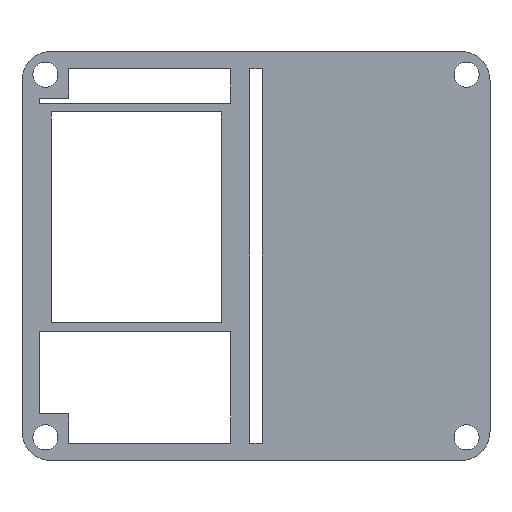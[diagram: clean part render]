
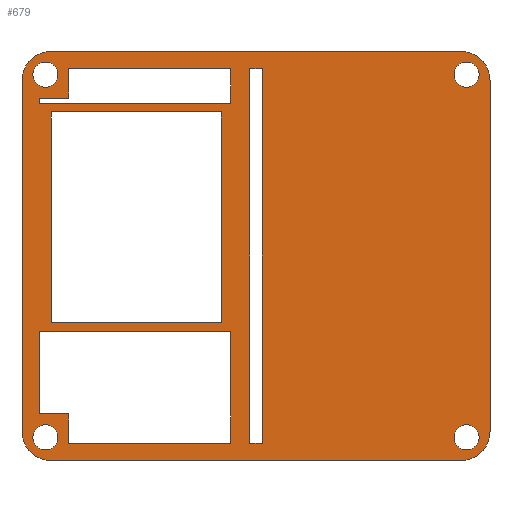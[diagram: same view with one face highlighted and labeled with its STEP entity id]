
A CAD part, front view. The second image highlights one B-rep face of the part: STEP entity #679.
In plain terms, the highlighted planar face has unit normal (0, -1, 0).
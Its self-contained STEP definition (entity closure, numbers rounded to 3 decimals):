
#15=FACE_BOUND('',#94,.T.);
#16=FACE_BOUND('',#95,.T.);
#17=FACE_BOUND('',#96,.T.);
#18=FACE_BOUND('',#97,.T.);
#19=FACE_BOUND('',#98,.T.);
#20=FACE_BOUND('',#99,.T.);
#21=FACE_BOUND('',#100,.T.);
#22=FACE_BOUND('',#101,.T.);
#32=PLANE('',#729);
#59=FACE_OUTER_BOUND('',#93,.T.);
#93=EDGE_LOOP('',(#485,#486,#487,#488,#489,#490,#491,#492));
#94=EDGE_LOOP('',(#493,#494,#495,#496,#497,#498));
#95=EDGE_LOOP('',(#499,#500,#501,#502,#503,#504));
#96=EDGE_LOOP('',(#505,#506,#507,#508));
#97=EDGE_LOOP('',(#509,#510,#511,#512));
#98=EDGE_LOOP('',(#513));
#99=EDGE_LOOP('',(#514));
#100=EDGE_LOOP('',(#515));
#101=EDGE_LOOP('',(#516));
#143=LINE('',#969,#223);
#146=LINE('',#975,#226);
#147=LINE('',#979,#227);
#148=LINE('',#983,#228);
#149=LINE('',#987,#229);
#150=LINE('',#989,#230);
#151=LINE('',#991,#231);
#152=LINE('',#993,#232);
#153=LINE('',#995,#233);
#154=LINE('',#996,#234);
#155=LINE('',#999,#235);
#156=LINE('',#1001,#236);
#157=LINE('',#1003,#237);
#158=LINE('',#1005,#238);
#159=LINE('',#1007,#239);
#160=LINE('',#1008,#240);
#161=LINE('',#1011,#241);
#162=LINE('',#1013,#242);
#163=LINE('',#1015,#243);
#164=LINE('',#1016,#244);
#165=LINE('',#1019,#245);
#166=LINE('',#1021,#246);
#167=LINE('',#1023,#247);
#168=LINE('',#1024,#248);
#223=VECTOR('',#787,10.);
#226=VECTOR('',#792,10.);
#227=VECTOR('',#795,10.);
#228=VECTOR('',#798,10.);
#229=VECTOR('',#801,10.);
#230=VECTOR('',#802,10.);
#231=VECTOR('',#803,10.);
#232=VECTOR('',#804,10.);
#233=VECTOR('',#805,10.);
#234=VECTOR('',#806,10.);
#235=VECTOR('',#807,10.);
#236=VECTOR('',#808,10.);
#237=VECTOR('',#809,10.);
#238=VECTOR('',#810,10.);
#239=VECTOR('',#811,10.);
#240=VECTOR('',#812,10.);
#241=VECTOR('',#813,10.);
#242=VECTOR('',#814,10.);
#243=VECTOR('',#815,10.);
#244=VECTOR('',#816,10.);
#245=VECTOR('',#817,10.);
#246=VECTOR('',#818,10.);
#247=VECTOR('',#819,10.);
#248=VECTOR('',#820,10.);
#302=CIRCLE('',#727,5.);
#303=CIRCLE('',#730,5.);
#304=CIRCLE('',#731,5.);
#305=CIRCLE('',#732,5.);
#306=CIRCLE('',#733,2.15);
#307=CIRCLE('',#734,2.15);
#308=CIRCLE('',#735,2.15);
#309=CIRCLE('',#736,2.15);
#319=VERTEX_POINT('',#962);
#320=VERTEX_POINT('',#964);
#321=VERTEX_POINT('',#968);
#323=VERTEX_POINT('',#974);
#324=VERTEX_POINT('',#976);
#325=VERTEX_POINT('',#978);
#326=VERTEX_POINT('',#980);
#327=VERTEX_POINT('',#982);
#328=VERTEX_POINT('',#985);
#329=VERTEX_POINT('',#986);
#330=VERTEX_POINT('',#988);
#331=VERTEX_POINT('',#990);
#332=VERTEX_POINT('',#992);
#333=VERTEX_POINT('',#994);
#334=VERTEX_POINT('',#997);
#335=VERTEX_POINT('',#998);
#336=VERTEX_POINT('',#1000);
#337=VERTEX_POINT('',#1002);
#338=VERTEX_POINT('',#1004);
#339=VERTEX_POINT('',#1006);
#340=VERTEX_POINT('',#1009);
#341=VERTEX_POINT('',#1010);
#342=VERTEX_POINT('',#1012);
#343=VERTEX_POINT('',#1014);
#344=VERTEX_POINT('',#1017);
#345=VERTEX_POINT('',#1018);
#346=VERTEX_POINT('',#1020);
#347=VERTEX_POINT('',#1022);
#348=VERTEX_POINT('',#1025);
#349=VERTEX_POINT('',#1027);
#350=VERTEX_POINT('',#1029);
#351=VERTEX_POINT('',#1031);
#383=EDGE_CURVE('',#319,#320,#302,.T.);
#385=EDGE_CURVE('',#320,#321,#143,.T.);
#388=EDGE_CURVE('',#319,#323,#146,.T.);
#389=EDGE_CURVE('',#324,#323,#303,.T.);
#390=EDGE_CURVE('',#325,#324,#147,.T.);
#391=EDGE_CURVE('',#326,#325,#304,.T.);
#392=EDGE_CURVE('',#326,#327,#148,.T.);
#393=EDGE_CURVE('',#321,#327,#305,.T.);
#394=EDGE_CURVE('',#328,#329,#149,.T.);
#395=EDGE_CURVE('',#330,#328,#150,.T.);
#396=EDGE_CURVE('',#331,#330,#151,.T.);
#397=EDGE_CURVE('',#332,#331,#152,.T.);
#398=EDGE_CURVE('',#333,#332,#153,.T.);
#399=EDGE_CURVE('',#329,#333,#154,.T.);
#400=EDGE_CURVE('',#334,#335,#155,.T.);
#401=EDGE_CURVE('',#336,#334,#156,.T.);
#402=EDGE_CURVE('',#337,#336,#157,.T.);
#403=EDGE_CURVE('',#338,#337,#158,.T.);
#404=EDGE_CURVE('',#339,#338,#159,.T.);
#405=EDGE_CURVE('',#335,#339,#160,.T.);
#406=EDGE_CURVE('',#340,#341,#161,.T.);
#407=EDGE_CURVE('',#342,#340,#162,.T.);
#408=EDGE_CURVE('',#343,#342,#163,.T.);
#409=EDGE_CURVE('',#341,#343,#164,.T.);
#410=EDGE_CURVE('',#344,#345,#165,.T.);
#411=EDGE_CURVE('',#346,#344,#166,.T.);
#412=EDGE_CURVE('',#347,#346,#167,.T.);
#413=EDGE_CURVE('',#345,#347,#168,.T.);
#414=EDGE_CURVE('',#348,#348,#306,.T.);
#415=EDGE_CURVE('',#349,#349,#307,.T.);
#416=EDGE_CURVE('',#350,#350,#308,.T.);
#417=EDGE_CURVE('',#351,#351,#309,.T.);
#485=ORIENTED_EDGE('',*,*,#383,.F.);
#486=ORIENTED_EDGE('',*,*,#388,.T.);
#487=ORIENTED_EDGE('',*,*,#389,.F.);
#488=ORIENTED_EDGE('',*,*,#390,.F.);
#489=ORIENTED_EDGE('',*,*,#391,.F.);
#490=ORIENTED_EDGE('',*,*,#392,.T.);
#491=ORIENTED_EDGE('',*,*,#393,.F.);
#492=ORIENTED_EDGE('',*,*,#385,.F.);
#493=ORIENTED_EDGE('',*,*,#394,.F.);
#494=ORIENTED_EDGE('',*,*,#395,.F.);
#495=ORIENTED_EDGE('',*,*,#396,.F.);
#496=ORIENTED_EDGE('',*,*,#397,.F.);
#497=ORIENTED_EDGE('',*,*,#398,.F.);
#498=ORIENTED_EDGE('',*,*,#399,.F.);
#499=ORIENTED_EDGE('',*,*,#400,.F.);
#500=ORIENTED_EDGE('',*,*,#401,.F.);
#501=ORIENTED_EDGE('',*,*,#402,.F.);
#502=ORIENTED_EDGE('',*,*,#403,.F.);
#503=ORIENTED_EDGE('',*,*,#404,.F.);
#504=ORIENTED_EDGE('',*,*,#405,.F.);
#505=ORIENTED_EDGE('',*,*,#406,.F.);
#506=ORIENTED_EDGE('',*,*,#407,.F.);
#507=ORIENTED_EDGE('',*,*,#408,.F.);
#508=ORIENTED_EDGE('',*,*,#409,.F.);
#509=ORIENTED_EDGE('',*,*,#410,.F.);
#510=ORIENTED_EDGE('',*,*,#411,.F.);
#511=ORIENTED_EDGE('',*,*,#412,.F.);
#512=ORIENTED_EDGE('',*,*,#413,.F.);
#513=ORIENTED_EDGE('',*,*,#414,.F.);
#514=ORIENTED_EDGE('',*,*,#415,.F.);
#515=ORIENTED_EDGE('',*,*,#416,.F.);
#516=ORIENTED_EDGE('',*,*,#417,.F.);
#679=ADVANCED_FACE('',(#59,#15,#16,#17,#18,#19,#20,#21,#22),#32,.F.);
#727=AXIS2_PLACEMENT_3D('',#965,#782,#783);
#729=AXIS2_PLACEMENT_3D('',#973,#790,#791);
#730=AXIS2_PLACEMENT_3D('',#977,#793,#794);
#731=AXIS2_PLACEMENT_3D('',#981,#796,#797);
#732=AXIS2_PLACEMENT_3D('',#984,#799,#800);
#733=AXIS2_PLACEMENT_3D('',#1026,#821,#822);
#734=AXIS2_PLACEMENT_3D('',#1028,#823,#824);
#735=AXIS2_PLACEMENT_3D('',#1030,#825,#826);
#736=AXIS2_PLACEMENT_3D('',#1032,#827,#828);
#782=DIRECTION('center_axis',(0.,1.,0.));
#783=DIRECTION('ref_axis',(-0.707,0.,0.707));
#787=DIRECTION('',(1.,0.,0.));
#790=DIRECTION('center_axis',(0.,1.,0.));
#791=DIRECTION('ref_axis',(1.,0.,0.));
#792=DIRECTION('',(0.,0.,-1.));
#793=DIRECTION('center_axis',(0.,1.,0.));
#794=DIRECTION('ref_axis',(-0.707,0.,-0.707));
#795=DIRECTION('',(-1.,0.,0.));
#796=DIRECTION('center_axis',(0.,1.,0.));
#797=DIRECTION('ref_axis',(0.707,0.,-0.707));
#798=DIRECTION('',(0.,0.,1.));
#799=DIRECTION('center_axis',(0.,1.,0.));
#800=DIRECTION('ref_axis',(0.707,0.,0.707));
#801=DIRECTION('',(0.,0.,1.));
#802=DIRECTION('',(1.,0.,0.));
#803=DIRECTION('',(0.,0.,-1.));
#804=DIRECTION('',(-1.,0.,0.));
#805=DIRECTION('',(0.,0.,-1.));
#806=DIRECTION('',(-1.,0.,0.));
#807=DIRECTION('',(-1.,0.,0.));
#808=DIRECTION('',(0.,0.,1.));
#809=DIRECTION('',(1.,0.,0.));
#810=DIRECTION('',(0.,0.,-1.));
#811=DIRECTION('',(1.,0.,0.));
#812=DIRECTION('',(0.,0.,-1.));
#813=DIRECTION('',(0.,0.,1.));
#814=DIRECTION('',(1.,0.,0.));
#815=DIRECTION('',(0.,0.,-1.));
#816=DIRECTION('',(-1.,0.,0.));
#817=DIRECTION('',(0.,0.,-1.));
#818=DIRECTION('',(-1.,0.,0.));
#819=DIRECTION('',(0.,0.,1.));
#820=DIRECTION('',(1.,0.,0.));
#821=DIRECTION('center_axis',(0.,-1.,0.));
#822=DIRECTION('ref_axis',(1.,0.,0.));
#823=DIRECTION('center_axis',(0.,-1.,0.));
#824=DIRECTION('ref_axis',(1.,0.,0.));
#825=DIRECTION('center_axis',(0.,-1.,0.));
#826=DIRECTION('ref_axis',(1.,0.,0.));
#827=DIRECTION('center_axis',(0.,-1.,0.));
#828=DIRECTION('ref_axis',(1.,0.,0.));
#962=CARTESIAN_POINT('',(-40.,40.,30.));
#964=CARTESIAN_POINT('',(-35.,40.,35.));
#965=CARTESIAN_POINT('Origin',(-35.,40.,30.));
#968=CARTESIAN_POINT('',(35.,40.,35.));
#969=CARTESIAN_POINT('',(-40.,40.,35.));
#973=CARTESIAN_POINT('Origin',(0.,40.,0.));
#974=CARTESIAN_POINT('',(-40.,40.,-30.));
#975=CARTESIAN_POINT('',(-40.,40.,-27.));
#976=CARTESIAN_POINT('',(-35.,40.,-35.));
#977=CARTESIAN_POINT('Origin',(-35.,40.,-30.));
#978=CARTESIAN_POINT('',(35.,40.,-35.));
#979=CARTESIAN_POINT('',(40.,40.,-35.));
#980=CARTESIAN_POINT('',(40.,40.,-30.));
#981=CARTESIAN_POINT('Origin',(35.,40.,-30.));
#982=CARTESIAN_POINT('',(40.,40.,30.));
#983=CARTESIAN_POINT('',(40.,40.,27.));
#984=CARTESIAN_POINT('Origin',(35.,40.,30.));
#985=CARTESIAN_POINT('',(-4.305,40.,26.118));
#986=CARTESIAN_POINT('',(-4.305,40.,32.));
#987=CARTESIAN_POINT('',(-4.305,40.,34.));
#988=CARTESIAN_POINT('',(-37.,40.,26.118));
#989=CARTESIAN_POINT('',(-4.305,40.,26.118));
#990=CARTESIAN_POINT('',(-37.,40.,27.));
#991=CARTESIAN_POINT('',(-37.,40.,-27.));
#992=CARTESIAN_POINT('',(-32.,40.,27.));
#993=CARTESIAN_POINT('',(-32.,40.,27.));
#994=CARTESIAN_POINT('',(-32.,40.,32.));
#995=CARTESIAN_POINT('',(-32.,40.,35.));
#996=CARTESIAN_POINT('',(32.,40.,32.));
#997=CARTESIAN_POINT('',(-4.305,40.,-12.882));
#998=CARTESIAN_POINT('',(-37.,40.,-12.882));
#999=CARTESIAN_POINT('',(-37.,40.,-12.882));
#1000=CARTESIAN_POINT('',(-4.305,40.,-32.));
#1001=CARTESIAN_POINT('',(-4.305,40.,32.));
#1002=CARTESIAN_POINT('',(-32.,40.,-32.));
#1003=CARTESIAN_POINT('',(32.,40.,-32.));
#1004=CARTESIAN_POINT('',(-32.,40.,-27.));
#1005=CARTESIAN_POINT('',(-32.,40.,-35.));
#1006=CARTESIAN_POINT('',(-37.,40.,-27.));
#1007=CARTESIAN_POINT('',(-32.,40.,-27.));
#1008=CARTESIAN_POINT('',(-37.,40.,-27.));
#1009=CARTESIAN_POINT('',(-5.905,40.,-11.382));
#1010=CARTESIAN_POINT('',(-5.905,40.,24.618));
#1011=CARTESIAN_POINT('',(-5.905,40.,-11.382));
#1012=CARTESIAN_POINT('',(-35.,40.,-11.382));
#1013=CARTESIAN_POINT('',(-14.905,40.,-11.382));
#1014=CARTESIAN_POINT('',(-35.,40.,24.618));
#1015=CARTESIAN_POINT('',(-35.,40.,24.618));
#1016=CARTESIAN_POINT('',(-14.905,40.,24.618));
#1017=CARTESIAN_POINT('',(-1.105,40.,32.));
#1018=CARTESIAN_POINT('',(-1.105,40.,-32.));
#1019=CARTESIAN_POINT('',(-1.105,40.,-34.));
#1020=CARTESIAN_POINT('',(1.105,40.,32.));
#1021=CARTESIAN_POINT('',(32.,40.,32.));
#1022=CARTESIAN_POINT('',(1.105,40.,-32.));
#1023=CARTESIAN_POINT('',(1.105,40.,-32.));
#1024=CARTESIAN_POINT('',(32.,40.,-32.));
#1025=CARTESIAN_POINT('',(-38.15,40.,31.));
#1026=CARTESIAN_POINT('Origin',(-36.,40.,31.));
#1027=CARTESIAN_POINT('',(33.85,40.,-31.));
#1028=CARTESIAN_POINT('Origin',(36.,40.,-31.));
#1029=CARTESIAN_POINT('',(-38.15,40.,-31.));
#1030=CARTESIAN_POINT('Origin',(-36.,40.,-31.));
#1031=CARTESIAN_POINT('',(33.85,40.,31.));
#1032=CARTESIAN_POINT('Origin',(36.,40.,31.));
